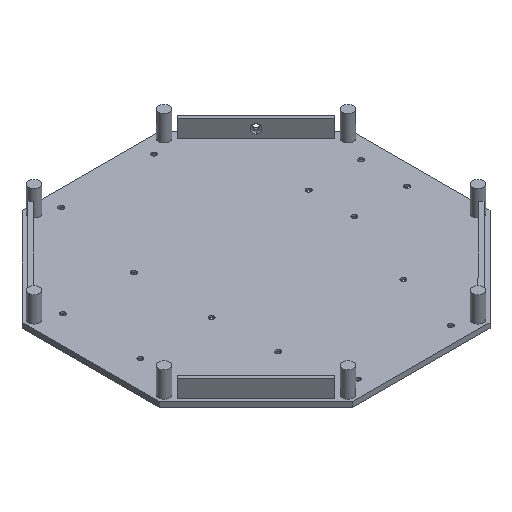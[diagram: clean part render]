
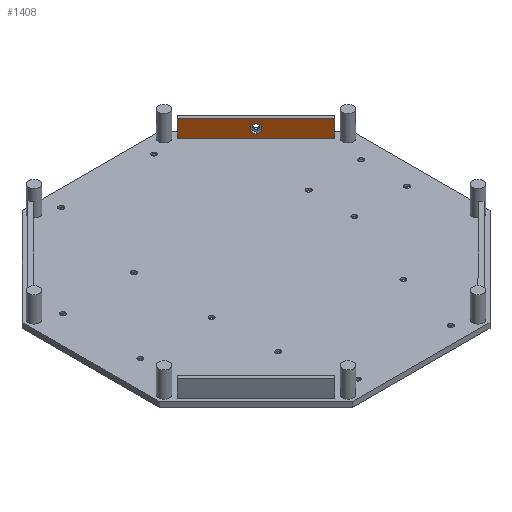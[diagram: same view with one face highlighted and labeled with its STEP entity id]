
A CAD part, isometric view. The second image highlights one B-rep face of the part: STEP entity #1408.
In plain terms, the highlighted planar face has unit normal (-0.707, -0.707, 0).
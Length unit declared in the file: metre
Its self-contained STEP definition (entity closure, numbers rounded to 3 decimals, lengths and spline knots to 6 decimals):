
#26=LINE('',#2048,#134);
#30=LINE('',#2057,#138);
#33=LINE('',#2063,#141);
#36=LINE('',#2069,#144);
#39=LINE('',#2075,#147);
#42=LINE('',#2081,#150);
#83=LINE('',#2221,#191);
#87=LINE('',#2277,#195);
#89=LINE('',#2281,#197);
#90=LINE('',#2283,#198);
#134=VECTOR('',#1637,1.);
#138=VECTOR('',#1643,1.);
#141=VECTOR('',#1648,1.);
#144=VECTOR('',#1653,1.);
#147=VECTOR('',#1658,1.);
#150=VECTOR('',#1663,1.);
#191=VECTOR('',#1782,1.);
#195=VECTOR('',#1854,1.);
#197=VECTOR('',#1858,1.);
#198=VECTOR('',#1859,1.);
#269=PLANE('',#1557);
#460=ORIENTED_EDGE('',*,*,#636,.F.);
#461=ORIENTED_EDGE('',*,*,#640,.F.);
#462=ORIENTED_EDGE('',*,*,#643,.F.);
#463=ORIENTED_EDGE('',*,*,#646,.F.);
#464=ORIENTED_EDGE('',*,*,#649,.F.);
#465=ORIENTED_EDGE('',*,*,#652,.F.);
#466=ORIENTED_EDGE('',*,*,#721,.F.);
#467=ORIENTED_EDGE('',*,*,#743,.F.);
#468=ORIENTED_EDGE('',*,*,#744,.T.);
#469=ORIENTED_EDGE('',*,*,#741,.T.);
#636=EDGE_CURVE('',#806,#807,#26,.T.);
#640=EDGE_CURVE('',#810,#806,#30,.T.);
#643=EDGE_CURVE('',#812,#810,#33,.T.);
#646=EDGE_CURVE('',#814,#812,#36,.T.);
#649=EDGE_CURVE('',#816,#814,#39,.T.);
#652=EDGE_CURVE('',#807,#816,#42,.T.);
#721=EDGE_CURVE('',#877,#874,#83,.T.);
#741=EDGE_CURVE('',#896,#874,#87,.T.);
#743=EDGE_CURVE('',#897,#877,#89,.T.);
#744=EDGE_CURVE('',#897,#896,#90,.T.);
#806=VERTEX_POINT('',#2049);
#807=VERTEX_POINT('',#2050);
#810=VERTEX_POINT('',#2058);
#812=VERTEX_POINT('',#2064);
#814=VERTEX_POINT('',#2070);
#816=VERTEX_POINT('',#2076);
#874=VERTEX_POINT('',#2215);
#877=VERTEX_POINT('',#2220);
#896=VERTEX_POINT('',#2278);
#897=VERTEX_POINT('',#2282);
#1087=EDGE_LOOP('',(#460,#461,#462,#463,#464,#465));
#1088=EDGE_LOOP('',(#466,#467,#468,#469));
#1261=FACE_BOUND('',#1087,.T.);
#1262=FACE_BOUND('',#1088,.T.);
#1408=ADVANCED_FACE('',(#1261,#1262),#269,.T.);
#1557=AXIS2_PLACEMENT_3D('',#2280,#1856,#1857);
#1637=DIRECTION('',(0.612,-0.612,-0.5));
#1643=DIRECTION('',(0.,0.,-1.));
#1648=DIRECTION('',(-0.612,0.612,-0.5));
#1653=DIRECTION('',(-0.612,0.612,0.5));
#1658=DIRECTION('',(0.,0.,1.));
#1663=DIRECTION('',(0.612,-0.612,0.5));
#1782=DIRECTION('',(-0.707,0.707,0.));
#1854=DIRECTION('',(0.,0.,-1.));
#1856=DIRECTION('',(-0.707,-0.707,0.));
#1857=DIRECTION('',(0.707,-0.707,0.));
#1858=DIRECTION('',(0.,0.,-1.));
#1859=DIRECTION('',(-0.707,0.707,0.));
#2048=CARTESIAN_POINT('',(0.06301,0.067805,-0.040272));
#2049=CARTESIAN_POINT('',(0.063675,0.06714,-0.040815));
#2050=CARTESIAN_POINT('',(0.065407,0.065407,-0.042229));
#2057=CARTESIAN_POINT('',(0.063675,0.06714,-0.0344));
#2058=CARTESIAN_POINT('',(0.063675,0.06714,-0.037985));
#2063=CARTESIAN_POINT('',(0.066072,0.064743,-0.036028));
#2064=CARTESIAN_POINT('',(0.065407,0.065407,-0.036571));
#2069=CARTESIAN_POINT('',(0.064743,0.066072,-0.036028));
#2070=CARTESIAN_POINT('',(0.06714,0.063675,-0.037985));
#2075=CARTESIAN_POINT('',(0.06714,0.063675,-0.0344));
#2076=CARTESIAN_POINT('',(0.06714,0.063675,-0.040815));
#2081=CARTESIAN_POINT('',(0.067805,0.06301,-0.040272));
#2215=CARTESIAN_POINT('',(0.042204,0.088611,-0.0444));
#2220=CARTESIAN_POINT('',(0.088611,0.042204,-0.0444));
#2221=CARTESIAN_POINT('',(0.065407,0.065407,-0.0444));
#2277=CARTESIAN_POINT('',(0.042204,0.088611,-0.0344));
#2278=CARTESIAN_POINT('',(0.042204,0.088611,-0.0344));
#2280=CARTESIAN_POINT('',(0.065407,0.065407,-0.0344));
#2281=CARTESIAN_POINT('',(0.088611,0.042204,-0.0344));
#2282=CARTESIAN_POINT('',(0.088611,0.042204,-0.0344));
#2283=CARTESIAN_POINT('',(0.065407,0.065407,-0.0344));
